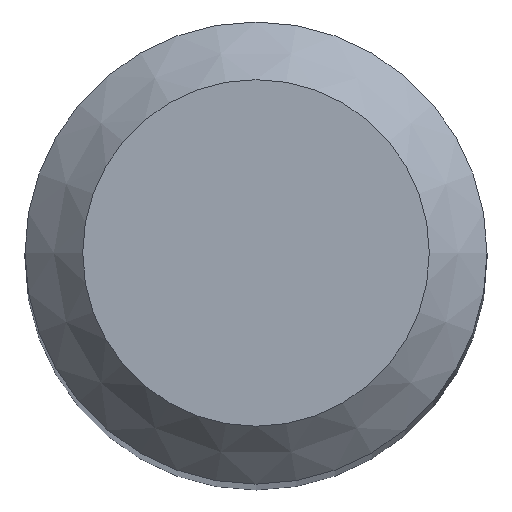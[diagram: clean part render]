
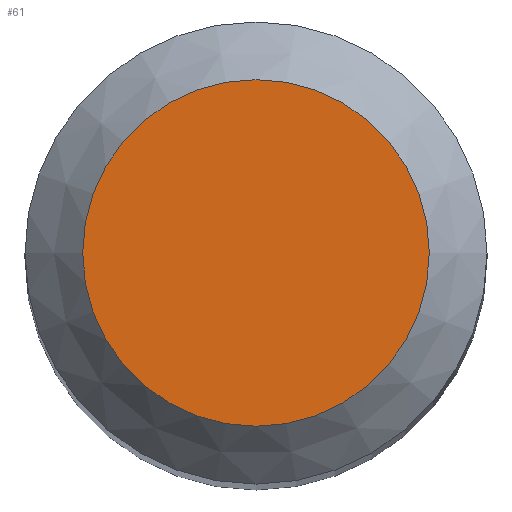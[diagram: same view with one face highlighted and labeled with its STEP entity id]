
A CAD part, top view. The second image highlights one B-rep face of the part: STEP entity #61.
In plain terms, the highlighted planar face has unit normal (0, 0, 1).
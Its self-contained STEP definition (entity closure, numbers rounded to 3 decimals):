
#44=PLANE('',#206);
#47=FACE_OUTER_BOUND('',#93,.T.);
#61=ADVANCED_FACE('',(#47),#44,.T.);
#93=EDGE_LOOP('',(#111));
#111=ORIENTED_EDGE('',*,*,#133,.F.);
#124=VERTEX_POINT('',#301);
#133=EDGE_CURVE('',#124,#124,#142,.T.);
#142=CIRCLE('',#205,1.5);
#205=AXIS2_PLACEMENT_3D('',#300,#245,#246);
#206=AXIS2_PLACEMENT_3D('',#302,#247,#248);
#245=DIRECTION('',(0.,0.,-1.));
#246=DIRECTION('',(-1.,0.,0.));
#247=DIRECTION('',(0.,0.,1.));
#248=DIRECTION('',(1.,0.,0.));
#300=CARTESIAN_POINT('',(0.,0.,28.));
#301=CARTESIAN_POINT('',(-1.5,0.,28.));
#302=CARTESIAN_POINT('',(0.,1.5,28.));
